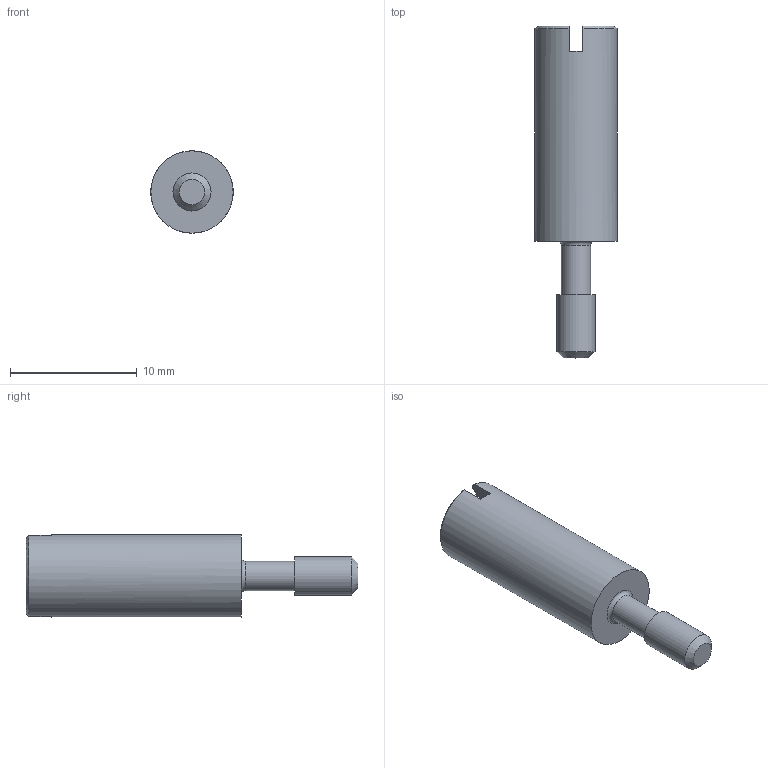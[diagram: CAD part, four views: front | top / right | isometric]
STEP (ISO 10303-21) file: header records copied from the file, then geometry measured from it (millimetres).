
FILE_DESCRIPTION(/* description */ (''),/* implementation_level */ '2;1');
FILE_NAME(/* name */ 'DAOXIANGKONG.stp',/* time_stamp */ '2023-07-31T14:10:28+08:00',/* author */ (''),/* organization */ (''),/* preprocessor_version */ 'ST-DEVELOPER v11',/* originating_system */ 'SIEMENS PLM Software NX 7.5',/* authorisation */ '');
FILE_SCHEMA (('CONFIG_CONTROL_DESIGN'));
Length unit declared in the file: millimetre
Products named in the file (1): fang57B4my3u
Bounding box: 6.5 x 26.2 x 6.5 mm (x, y, z)
Volume: 355.1 mm3; surface area: 710 mm2
Topology: 1 solids, 1 shells, 23 faces, 54 edges, 35 vertices
Faces by surface type: plane 12, cone 5, cylinder 4, torus 2
Full cylindrical faces by diameter (mm): 2.3 x1, 3 x1, 4.5 x1, 6.5 x1
Entity records: 706 total; most frequent: CARTESIAN_POINT 126, DIRECTION 106, ORIENTED_EDGE 90, EDGE_CURVE 45, AXIS2_PLACEMENT_3D 45, VERTEX_POINT 33, EDGE_LOOP 32, ADVANCED_FACE 23
